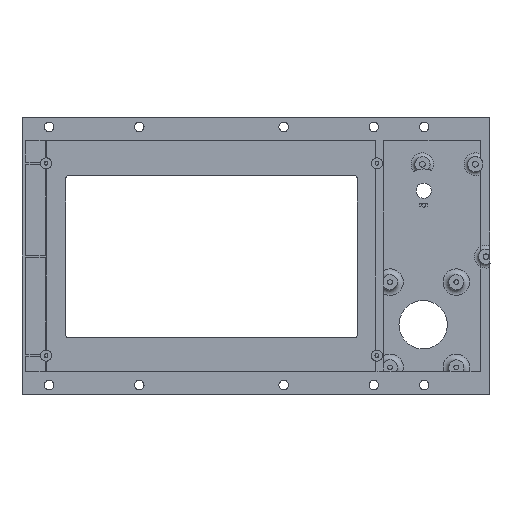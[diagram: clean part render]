
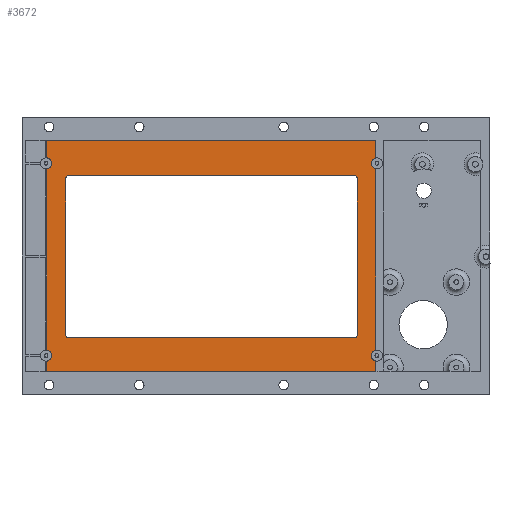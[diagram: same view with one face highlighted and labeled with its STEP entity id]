
A CAD part, front view. The second image highlights one B-rep face of the part: STEP entity #3672.
In plain terms, the highlighted planar face has unit normal (0, -1, 0).
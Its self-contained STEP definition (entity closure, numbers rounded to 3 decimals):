
#98=FACE_BOUND('',#1286,.T.);
#331=LINE('',#5972,#694);
#335=LINE('',#5981,#698);
#338=LINE('',#5992,#701);
#341=LINE('',#5999,#704);
#342=LINE('',#6003,#705);
#345=LINE('',#6008,#708);
#346=LINE('',#6014,#709);
#347=LINE('',#6016,#710);
#348=LINE('',#6018,#711);
#349=LINE('',#6022,#712);
#350=LINE('',#6025,#713);
#351=LINE('',#6026,#714);
#694=VECTOR('',#4738,10.);
#698=VECTOR('',#4748,10.);
#701=VECTOR('',#4761,10.);
#704=VECTOR('',#4770,10.);
#705=VECTOR('',#4773,10.);
#708=VECTOR('',#4778,10.);
#709=VECTOR('',#4783,10.);
#710=VECTOR('',#4784,10.);
#711=VECTOR('',#4785,10.);
#712=VECTOR('',#4788,10.);
#713=VECTOR('',#4791,10.);
#714=VECTOR('',#4792,10.);
#905=PLANE('',#3982);
#1062=FACE_OUTER_BOUND('',#1285,.T.);
#1285=EDGE_LOOP('',(#3028,#3029,#3030,#3031,#3032,#3033,#3034,#3035,#3036,
#3037,#3038,#3039,#3040,#3041));
#1286=EDGE_LOOP('',(#3042,#3043,#3044,#3045,#3046,#3047,#3048,#3049));
#1472=CIRCLE('',#3881,2.9);
#1474=CIRCLE('',#3883,2.9);
#1514=CIRCLE('',#3971,2.);
#1515=CIRCLE('',#3974,2.);
#1516=CIRCLE('',#3976,2.);
#1517=CIRCLE('',#3979,2.);
#1518=CIRCLE('',#3983,2.9);
#1519=CIRCLE('',#3984,2.9);
#1520=CIRCLE('',#3985,2.9);
#1521=CIRCLE('',#3986,2.9);
#1731=VERTEX_POINT('',#5647);
#1732=VERTEX_POINT('',#5649);
#1734=VERTEX_POINT('',#5654);
#1837=VERTEX_POINT('',#5969);
#1838=VERTEX_POINT('',#5971);
#1839=VERTEX_POINT('',#5975);
#1840=VERTEX_POINT('',#5979);
#1841=VERTEX_POINT('',#5983);
#1842=VERTEX_POINT('',#5987);
#1843=VERTEX_POINT('',#5991);
#1844=VERTEX_POINT('',#5995);
#1845=VERTEX_POINT('',#6001);
#1846=VERTEX_POINT('',#6002);
#1847=VERTEX_POINT('',#6007);
#1848=VERTEX_POINT('',#6009);
#1849=VERTEX_POINT('',#6011);
#1850=VERTEX_POINT('',#6013);
#1851=VERTEX_POINT('',#6015);
#1852=VERTEX_POINT('',#6017);
#1853=VERTEX_POINT('',#6019);
#1854=VERTEX_POINT('',#6021);
#1855=VERTEX_POINT('',#6023);
#2120=EDGE_CURVE('',#1731,#1732,#1472,.T.);
#2123=EDGE_CURVE('',#1732,#1734,#1474,.T.);
#2271=EDGE_CURVE('',#1838,#1837,#331,.T.);
#2274=EDGE_CURVE('',#1839,#1837,#1514,.T.);
#2276=EDGE_CURVE('',#1839,#1840,#335,.T.);
#2278=EDGE_CURVE('',#1841,#1840,#1515,.T.);
#2279=EDGE_CURVE('',#1838,#1842,#1516,.T.);
#2281=EDGE_CURVE('',#1843,#1842,#338,.T.);
#2283=EDGE_CURVE('',#1843,#1844,#1517,.T.);
#2285=EDGE_CURVE('',#1841,#1844,#341,.T.);
#2286=EDGE_CURVE('',#1845,#1846,#342,.T.);
#2289=EDGE_CURVE('',#1847,#1731,#345,.T.);
#2290=EDGE_CURVE('',#1848,#1847,#1518,.T.);
#2291=EDGE_CURVE('',#1849,#1848,#1519,.T.);
#2292=EDGE_CURVE('',#1850,#1849,#346,.T.);
#2293=EDGE_CURVE('',#1851,#1850,#347,.T.);
#2294=EDGE_CURVE('',#1851,#1852,#348,.T.);
#2295=EDGE_CURVE('',#1853,#1852,#1520,.T.);
#2296=EDGE_CURVE('',#1854,#1853,#349,.T.);
#2297=EDGE_CURVE('',#1855,#1854,#1521,.T.);
#2298=EDGE_CURVE('',#1846,#1855,#350,.T.);
#2299=EDGE_CURVE('',#1734,#1845,#351,.T.);
#3028=ORIENTED_EDGE('',*,*,#2120,.F.);
#3029=ORIENTED_EDGE('',*,*,#2289,.F.);
#3030=ORIENTED_EDGE('',*,*,#2290,.F.);
#3031=ORIENTED_EDGE('',*,*,#2291,.F.);
#3032=ORIENTED_EDGE('',*,*,#2292,.F.);
#3033=ORIENTED_EDGE('',*,*,#2293,.F.);
#3034=ORIENTED_EDGE('',*,*,#2294,.T.);
#3035=ORIENTED_EDGE('',*,*,#2295,.F.);
#3036=ORIENTED_EDGE('',*,*,#2296,.F.);
#3037=ORIENTED_EDGE('',*,*,#2297,.F.);
#3038=ORIENTED_EDGE('',*,*,#2298,.F.);
#3039=ORIENTED_EDGE('',*,*,#2286,.F.);
#3040=ORIENTED_EDGE('',*,*,#2299,.F.);
#3041=ORIENTED_EDGE('',*,*,#2123,.F.);
#3042=ORIENTED_EDGE('',*,*,#2285,.T.);
#3043=ORIENTED_EDGE('',*,*,#2283,.F.);
#3044=ORIENTED_EDGE('',*,*,#2281,.T.);
#3045=ORIENTED_EDGE('',*,*,#2279,.F.);
#3046=ORIENTED_EDGE('',*,*,#2271,.T.);
#3047=ORIENTED_EDGE('',*,*,#2274,.F.);
#3048=ORIENTED_EDGE('',*,*,#2276,.T.);
#3049=ORIENTED_EDGE('',*,*,#2278,.F.);
#3672=ADVANCED_FACE('',(#1062,#98),#905,.T.);
#3881=AXIS2_PLACEMENT_3D('',#5650,#4453,#4454);
#3883=AXIS2_PLACEMENT_3D('',#5655,#4458,#4459);
#3971=AXIS2_PLACEMENT_3D('',#5977,#4743,#4744);
#3974=AXIS2_PLACEMENT_3D('',#5985,#4752,#4753);
#3976=AXIS2_PLACEMENT_3D('',#5988,#4756,#4757);
#3979=AXIS2_PLACEMENT_3D('',#5996,#4765,#4766);
#3982=AXIS2_PLACEMENT_3D('',#6006,#4776,#4777);
#3983=AXIS2_PLACEMENT_3D('',#6010,#4779,#4780);
#3984=AXIS2_PLACEMENT_3D('',#6012,#4781,#4782);
#3985=AXIS2_PLACEMENT_3D('',#6020,#4786,#4787);
#3986=AXIS2_PLACEMENT_3D('',#6024,#4789,#4790);
#4453=DIRECTION('center_axis',(0.,-1.,0.));
#4454=DIRECTION('ref_axis',(1.,0.,0.));
#4458=DIRECTION('center_axis',(0.,-1.,0.));
#4459=DIRECTION('ref_axis',(1.,0.,0.));
#4738=DIRECTION('',(-1.,0.,0.));
#4743=DIRECTION('center_axis',(0.,-1.,0.));
#4744=DIRECTION('ref_axis',(-0.707,0.,-0.707));
#4748=DIRECTION('',(0.,0.,1.));
#4752=DIRECTION('center_axis',(0.,-1.,0.));
#4753=DIRECTION('ref_axis',(-0.707,0.,0.707));
#4756=DIRECTION('center_axis',(0.,-1.,0.));
#4757=DIRECTION('ref_axis',(0.707,0.,-0.707));
#4761=DIRECTION('',(0.,0.,-1.));
#4765=DIRECTION('center_axis',(0.,-1.,0.));
#4766=DIRECTION('ref_axis',(0.707,0.,0.707));
#4770=DIRECTION('',(1.,0.,0.));
#4773=DIRECTION('',(-1.,0.,0.));
#4776=DIRECTION('center_axis',(0.,-1.,0.));
#4777=DIRECTION('ref_axis',(0.,0.,-1.));
#4778=DIRECTION('',(0.,0.,-1.));
#4779=DIRECTION('center_axis',(0.,-1.,0.));
#4780=DIRECTION('ref_axis',(1.,0.,0.));
#4781=DIRECTION('center_axis',(0.,-1.,0.));
#4782=DIRECTION('ref_axis',(1.,0.,0.));
#4783=DIRECTION('',(0.,0.,-1.));
#4784=DIRECTION('',(1.,0.,0.));
#4785=DIRECTION('',(0.,0.,-1.));
#4786=DIRECTION('center_axis',(0.,-1.,0.));
#4787=DIRECTION('ref_axis',(1.,0.,0.));
#4788=DIRECTION('',(0.,0.,1.));
#4789=DIRECTION('center_axis',(0.,-1.,0.));
#4790=DIRECTION('ref_axis',(1.,0.,0.));
#4791=DIRECTION('',(0.,0.,1.));
#4792=DIRECTION('',(0.,0.,-1.));
#5647=CARTESIAN_POINT('',(1156.92,51.75,680.42));
#5649=CARTESIAN_POINT('',(1154.5,51.75,677.56));
#5650=CARTESIAN_POINT('Origin',(1157.4,51.75,677.56));
#5654=CARTESIAN_POINT('',(1156.92,51.75,674.7));
#5655=CARTESIAN_POINT('Origin',(1157.4,51.75,677.56));
#5969=CARTESIAN_POINT('',(995.1,51.75,686.871));
#5971=CARTESIAN_POINT('',(1145.1,51.75,686.871));
#5972=CARTESIAN_POINT('',(1031.601,51.75,686.871));
#5975=CARTESIAN_POINT('',(993.1,51.75,688.871));
#5977=CARTESIAN_POINT('Origin',(995.1,51.75,688.871));
#5979=CARTESIAN_POINT('',(993.1,51.75,770.791));
#5981=CARTESIAN_POINT('',(993.1,51.75,750.472));
#5983=CARTESIAN_POINT('',(995.1,51.75,772.791));
#5985=CARTESIAN_POINT('Origin',(995.1,51.75,770.791));
#5987=CARTESIAN_POINT('',(1147.1,51.75,688.871));
#5988=CARTESIAN_POINT('Origin',(1145.1,51.75,688.871));
#5991=CARTESIAN_POINT('',(1147.1,51.75,770.791));
#5992=CARTESIAN_POINT('',(1147.1,51.75,707.512));
#5995=CARTESIAN_POINT('',(1145.1,51.75,772.791));
#5996=CARTESIAN_POINT('Origin',(1145.1,51.75,770.791));
#5999=CARTESIAN_POINT('',(1108.601,51.75,772.791));
#6001=CARTESIAN_POINT('',(1156.92,51.75,669.135));
#6002=CARTESIAN_POINT('',(983.28,51.75,669.135));
#6003=CARTESIAN_POINT('',(1119.101,51.75,669.135));
#6006=CARTESIAN_POINT('Origin',(1070.102,51.75,728.154));
#6007=CARTESIAN_POINT('',(1156.92,51.75,776.203));
#6008=CARTESIAN_POINT('',(1156.92,51.75,720.21));
#6009=CARTESIAN_POINT('',(1154.519,51.75,779.06));
#6010=CARTESIAN_POINT('Origin',(1157.419,51.75,779.06));
#6011=CARTESIAN_POINT('',(1156.92,51.75,781.917));
#6012=CARTESIAN_POINT('Origin',(1157.419,51.75,779.06));
#6013=CARTESIAN_POINT('',(1156.92,51.75,791.135));
#6014=CARTESIAN_POINT('',(1156.92,51.75,723.171));
#6015=CARTESIAN_POINT('',(983.28,51.75,791.135));
#6016=CARTESIAN_POINT('',(1070.947,51.75,791.135));
#6017=CARTESIAN_POINT('',(983.28,51.75,781.92));
#6018=CARTESIAN_POINT('',(983.28,51.75,781.113));
#6019=CARTESIAN_POINT('',(983.28,51.75,776.2));
#6020=CARTESIAN_POINT('Origin',(982.8,51.75,779.06));
#6021=CARTESIAN_POINT('',(983.28,51.75,680.42));
#6022=CARTESIAN_POINT('',(983.28,51.75,672.371));
#6023=CARTESIAN_POINT('',(983.28,51.75,674.7));
#6024=CARTESIAN_POINT('Origin',(982.8,51.75,677.56));
#6025=CARTESIAN_POINT('',(983.28,51.75,660.871));
#6026=CARTESIAN_POINT('',(1156.92,51.75,660.871));
